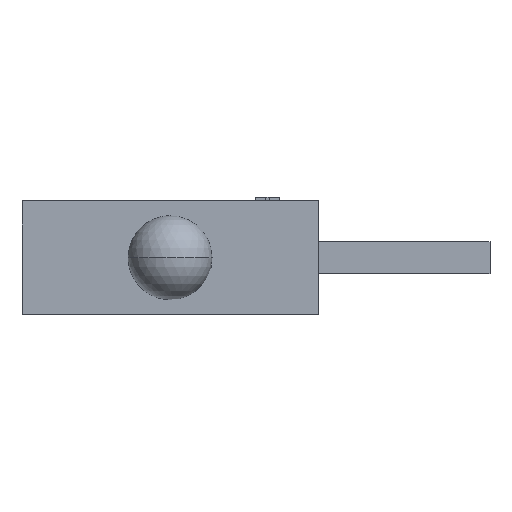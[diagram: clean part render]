
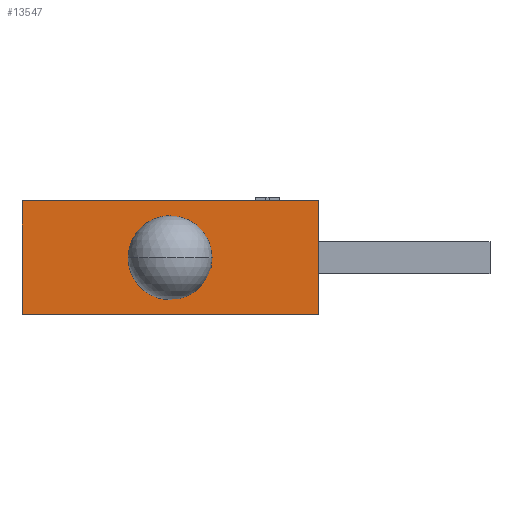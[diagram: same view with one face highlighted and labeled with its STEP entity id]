
A CAD part, left-side view. The second image highlights one B-rep face of the part: STEP entity #13547.
In plain terms, the highlighted planar face has unit normal (-1, 0, 0).
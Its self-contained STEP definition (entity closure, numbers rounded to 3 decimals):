
#2561 = EDGE_CURVE ( 'NONE', #3238, #2562, #20018, .T. ) ;
#2562 = VERTEX_POINT ( 'NONE', #20060 ) ;
#3154 = EDGE_CURVE ( 'NONE', #13579, #3238, #10615, .T. ) ;
#3238 = VERTEX_POINT ( 'NONE', #10862 ) ;
#10612 = DIRECTION ( 'NONE',  ( 0., -1., 0. ) ) ;
#10613 = VECTOR ( 'NONE', #10612, 1000. ) ;
#10614 = CARTESIAN_POINT ( 'NONE',  ( -2.54, -6.467, 1.22 ) ) ;
#10615 = LINE ( 'NONE', #10614, #10613 ) ;
#10862 = CARTESIAN_POINT ( 'NONE',  ( -2.54, -3.175, 1.22 ) ) ;
#11980 = DIRECTION ( 'NONE',  ( 0., 1., 0. ) ) ;
#11981 = DIRECTION ( 'NONE',  ( -1., 0., 0. ) ) ;
#11982 = CARTESIAN_POINT ( 'NONE',  ( -2.54, 0., 0. ) ) ;
#11983 = AXIS2_PLACEMENT_3D ( 'NONE', #11982, #11981, #11980 ) ;
#11984 = CIRCLE ( 'NONE', #11983, 0.867 ) ;
#11986 = CARTESIAN_POINT ( 'NONE',  ( -2.54, 0.867, 0. ) ) ;
#11987 = CARTESIAN_POINT ( 'NONE',  ( -2.54, -0.867, 0. ) ) ;
#12433 = DIRECTION ( 'NONE',  ( 0., 0., -1. ) ) ;
#12434 = VECTOR ( 'NONE', #12433, 1000. ) ;
#12435 = CARTESIAN_POINT ( 'NONE',  ( -2.54, 3.175, 1.22 ) ) ;
#12436 = LINE ( 'NONE', #12435, #12434 ) ;
#12669 = CARTESIAN_POINT ( 'NONE',  ( -2.54, 3.175, -1.22 ) ) ;
#12714 = DIRECTION ( 'NONE',  ( 0., -1., 0. ) ) ;
#12715 = VECTOR ( 'NONE', #12714, 1000. ) ;
#12716 = CARTESIAN_POINT ( 'NONE',  ( -2.54, -6.467, -1.22 ) ) ;
#12717 = LINE ( 'NONE', #12716, #12715 ) ;
#12802 = FACE_BOUND ( 'NONE', #13577, .T. ) ;
#12804 = FACE_OUTER_BOUND ( 'NONE', #13523, .T. ) ;
#12837 = DIRECTION ( 'NONE',  ( 0., 1., 0. ) ) ;
#12838 = DIRECTION ( 'NONE',  ( -1., 0., 0. ) ) ;
#12839 = AXIS2_PLACEMENT_3D ( 'NONE', #12845, #12838, #12837 ) ;
#12840 = CIRCLE ( 'NONE', #12839, 0.867 ) ;
#12841 = DIRECTION ( 'NONE',  ( 0., 1., 0. ) ) ;
#12842 = DIRECTION ( 'NONE',  ( 1., 0., 0. ) ) ;
#12843 = CARTESIAN_POINT ( 'NONE',  ( -2.54, -6.467, 1.22 ) ) ;
#12844 = AXIS2_PLACEMENT_3D ( 'NONE', #12843, #12842, #12841 ) ;
#12845 = CARTESIAN_POINT ( 'NONE',  ( -2.54, 0., 0. ) ) ;
#12846 = PLANE ( 'NONE',  #12844 ) ;
#12867 = CARTESIAN_POINT ( 'NONE',  ( -2.54, 3.175, 1.22 ) ) ;
#13274 = VERTEX_POINT ( 'NONE', #11987 ) ;
#13275 = VERTEX_POINT ( 'NONE', #11986 ) ;
#13276 = EDGE_CURVE ( 'NONE', #13274, #13275, #11984, .T. ) ;
#13426 = ORIENTED_EDGE ( 'NONE', *, *, #13451, .T. ) ;
#13451 = EDGE_CURVE ( 'NONE', #13579, #13507, #12436, .T. ) ;
#13467 = ORIENTED_EDGE ( 'NONE', *, *, #3154, .F. ) ;
#13507 = VERTEX_POINT ( 'NONE', #12669 ) ;
#13511 = EDGE_CURVE ( 'NONE', #13507, #2562, #12717, .T. ) ;
#13523 = EDGE_LOOP ( 'NONE', ( #13525, #13527, #13467, #13426 ) ) ;
#13525 = ORIENTED_EDGE ( 'NONE', *, *, #13511, .T. ) ;
#13527 = ORIENTED_EDGE ( 'NONE', *, *, #2561, .F. ) ;
#13547 = ADVANCED_FACE ( 'NONE', ( #12804, #12802 ), #12846, .F. ) ;
#13548 = ORIENTED_EDGE ( 'NONE', *, *, #13549, .F. ) ;
#13549 = EDGE_CURVE ( 'NONE', #13275, #13274, #12840, .T. ) ;
#13556 = ORIENTED_EDGE ( 'NONE', *, *, #13276, .F. ) ;
#13577 = EDGE_LOOP ( 'NONE', ( #13548, #13556 ) ) ;
#13579 = VERTEX_POINT ( 'NONE', #12867 ) ;
#20017 = CARTESIAN_POINT ( 'NONE',  ( -2.54, -3.175, 1.22 ) ) ;
#20018 = LINE ( 'NONE', #20017, #20062 ) ;
#20060 = CARTESIAN_POINT ( 'NONE',  ( -2.54, -3.175, -1.22 ) ) ;
#20061 = DIRECTION ( 'NONE',  ( 0., 0., -1. ) ) ;
#20062 = VECTOR ( 'NONE', #20061, 1000. ) ;
